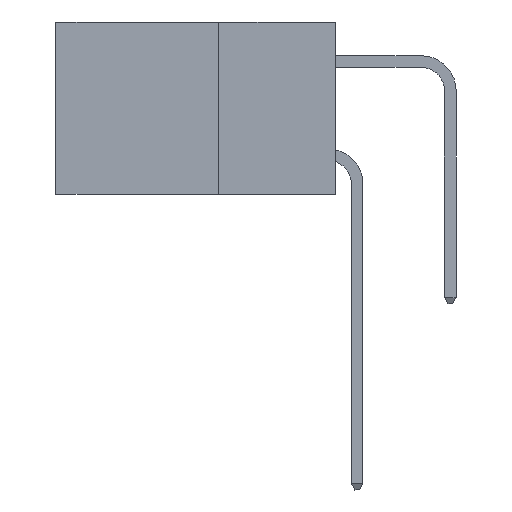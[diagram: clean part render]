
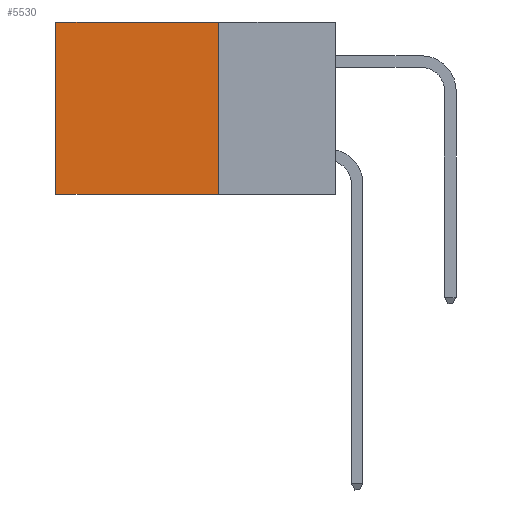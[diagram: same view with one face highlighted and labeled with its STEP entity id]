
A CAD part, left-side view. The second image highlights one B-rep face of the part: STEP entity #5530.
In plain terms, the highlighted planar face has unit normal (-1, 0, 0).
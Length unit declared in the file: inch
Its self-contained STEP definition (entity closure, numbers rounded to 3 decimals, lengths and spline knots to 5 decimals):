
#414 = CARTESIAN_POINT ( 'NONE',  ( 0.2875, 0.25, 0. ) ) ;
#536 = EDGE_LOOP ( 'NONE', ( #11797, #2103, #7680, #12801 ) ) ;
#1299 = LINE ( 'NONE', #10962, #12251 ) ;
#1561 = VERTEX_POINT ( 'NONE', #414 ) ;
#1746 = DIRECTION ( 'NONE',  ( 0., 0., -1. ) ) ;
#2024 = VERTEX_POINT ( 'NONE', #6612 ) ;
#2103 = ORIENTED_EDGE ( 'NONE', *, *, #9281, .F. ) ;
#3231 = EDGE_CURVE ( 'NONE', #1561, #6672, #1299, .T. ) ;
#3590 = EDGE_CURVE ( 'NONE', #6672, #7407, #11223, .T. ) ;
#3730 = DIRECTION ( 'NONE',  ( 0., 1., 0. ) ) ;
#3757 = VECTOR ( 'NONE', #4119, 39.37008 ) ;
#4119 = DIRECTION ( 'NONE',  ( 0., 0., -1. ) ) ;
#5130 = CARTESIAN_POINT ( 'NONE',  ( 0.2875, 0.25, -0.37 ) ) ;
#5530 = ADVANCED_FACE ( 'NONE', ( #7522 ), #5804, .F. ) ;
#5563 = CARTESIAN_POINT ( 'NONE',  ( 0.2875, 0.6, 0. ) ) ;
#5804 = PLANE ( 'NONE',  #12479 ) ;
#6089 = VECTOR ( 'NONE', #1746, 39.37008 ) ;
#6612 = CARTESIAN_POINT ( 'NONE',  ( 0.2875, 0.25, -0.37 ) ) ;
#6672 = VERTEX_POINT ( 'NONE', #5563 ) ;
#7407 = VERTEX_POINT ( 'NONE', #8844 ) ;
#7522 = FACE_OUTER_BOUND ( 'NONE', #536, .T. ) ;
#7598 = LINE ( 'NONE', #5130, #8599 ) ;
#7680 = ORIENTED_EDGE ( 'NONE', *, *, #10914, .F. ) ;
#8599 = VECTOR ( 'NONE', #9373, 39.37008 ) ;
#8844 = CARTESIAN_POINT ( 'NONE',  ( 0.2875, 0.6, -0.37 ) ) ;
#9060 = CARTESIAN_POINT ( 'NONE',  ( 0.2875, 0.25, 0. ) ) ;
#9281 = EDGE_CURVE ( 'NONE', #2024, #7407, #7598, .T. ) ;
#9373 = DIRECTION ( 'NONE',  ( 0., 1., 0. ) ) ;
#9409 = LINE ( 'NONE', #9060, #6089 ) ;
#10914 = EDGE_CURVE ( 'NONE', #1561, #2024, #9409, .T. ) ;
#10962 = CARTESIAN_POINT ( 'NONE',  ( 0.2875, 0.25, 0. ) ) ;
#11223 = LINE ( 'NONE', #13595, #3757 ) ;
#11797 = ORIENTED_EDGE ( 'NONE', *, *, #3590, .T. ) ;
#12214 = DIRECTION ( 'NONE',  ( 0., 0., -1. ) ) ;
#12251 = VECTOR ( 'NONE', #3730, 39.37008 ) ;
#12257 = CARTESIAN_POINT ( 'NONE',  ( 0.2875, 0.25, 0. ) ) ;
#12479 = AXIS2_PLACEMENT_3D ( 'NONE', #12257, #13233, #12214 ) ;
#12801 = ORIENTED_EDGE ( 'NONE', *, *, #3231, .T. ) ;
#13233 = DIRECTION ( 'NONE',  ( 1., 0., 0. ) ) ;
#13595 = CARTESIAN_POINT ( 'NONE',  ( 0.2875, 0.6, 0. ) ) ;
